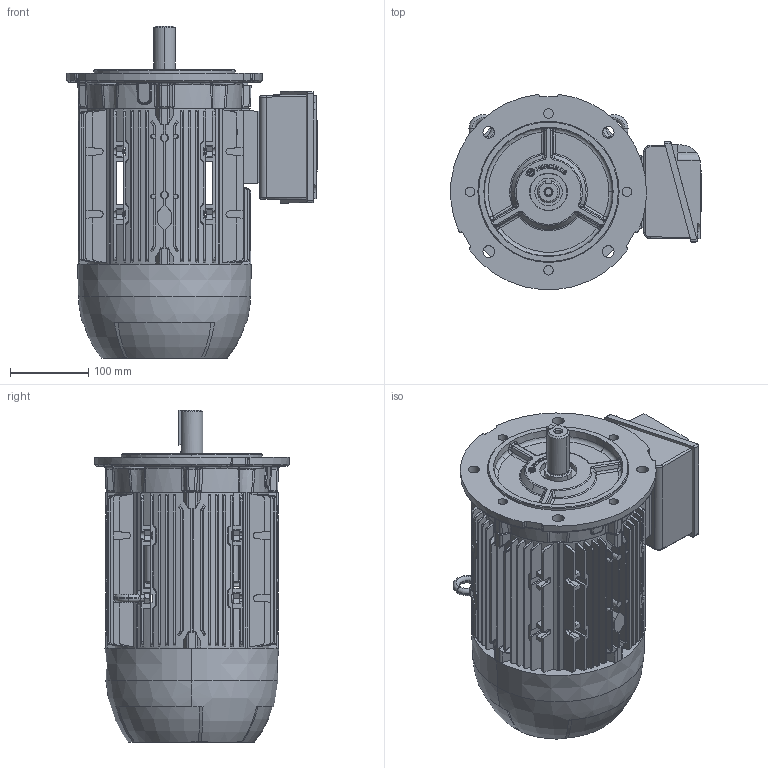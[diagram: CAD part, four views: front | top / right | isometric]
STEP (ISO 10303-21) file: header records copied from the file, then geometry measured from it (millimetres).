
FILE_DESCRIPTION (( 'STEP AP203' ), '1' );
FILE_NAME ('112L_SP_FF_LEFT.STEP', '2022-06-28T16:54:08', ( '' ), ( '' ), 'SwSTEP 2.0', 'SolidWorks 2020', '' );
FILE_SCHEMA (( 'CONFIG_CONTROL_DESIGN' ));
Length unit declared in the file: millimetre
Products named in the file (1): 112L_SP_FF_LEFT
Bounding box: 319.29 x 248.63 x 423.2 mm (x, y, z)
Surface area: 710910.1 mm2 (no closed solid volume)
Topology: 0 solids, 12 shells, 1895 faces, 5730 edges, 3774 vertices
Faces by surface type: plane 967, cylinder 402, cone 217, bspline 204, torus 103, sphere 2
Entity records: 73404 total; most frequent: CARTESIAN_POINT 26919, ORIENTED_EDGE 10255, DIRECTION 8410, EDGE_CURVE 5688, VERTEX_POINT 3774, LINE 2946, VECTOR 2946, AXIS2_PLACEMENT_3D 2732
